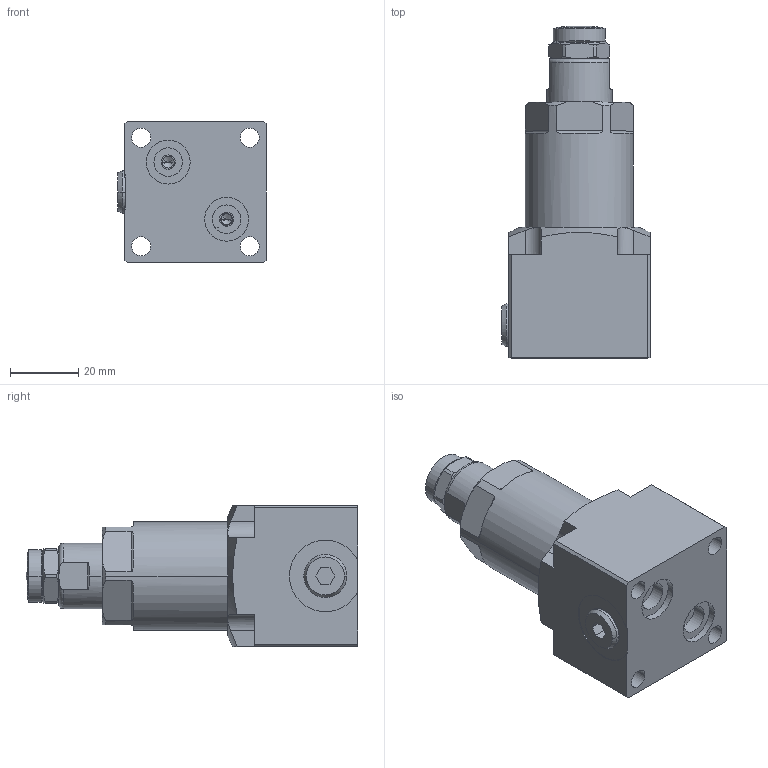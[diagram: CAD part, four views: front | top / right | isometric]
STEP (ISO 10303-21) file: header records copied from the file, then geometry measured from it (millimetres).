
FILE_DESCRIPTION((''),'2;1');
FILE_NAME('ILC10080820PS','2020-03-20T',('Mjust'),(''),'PRO/ENGINEER BY PARAMETRIC TECHNOLOGY CORPORATION, 2017170','PRO/ENGINEER BY PARAMETRIC TECHNOLOGY CORPORATION, 2017170','');
FILE_SCHEMA(('AUTOMOTIVE_DESIGN { 1 0 10303 214 1 1 1 1 }'));
Length unit declared in the file: inch
Products named in the file (1): ILC10080820PS
Bounding box: 43.27 x 96.95 x 41.27 mm (x, y, z)
Volume: 89338.3 mm3; surface area: 18841.7 mm2
Topology: 1 solids, 7 shells, 185 faces, 482 edges, 311 vertices
Faces by surface type: plane 70, cylinder 65, cone 44, torus 4, sphere 2
Entity records: 6275 total; most frequent: CARTESIAN_POINT 1704, DIRECTION 949, ORIENTED_EDGE 922, EDGE_CURVE 472, AXIS2_PLACEMENT_3D 370, VERTEX_POINT 311, EDGE_LOOP 213, VECTOR 209
